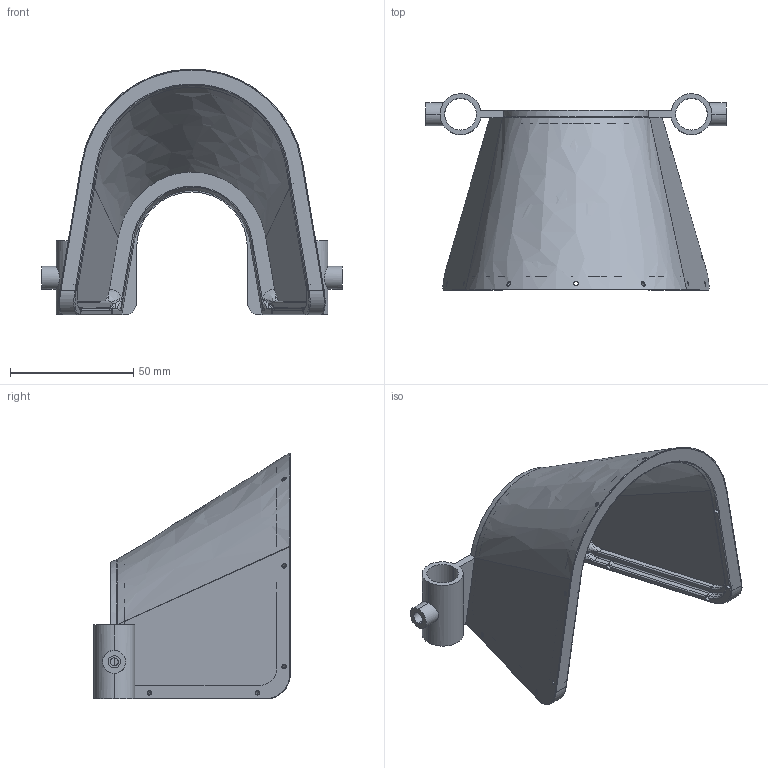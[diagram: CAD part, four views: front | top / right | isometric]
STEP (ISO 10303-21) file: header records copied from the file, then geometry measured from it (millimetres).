
FILE_DESCRIPTION (( 'STEP AP214' ), '1' );
FILE_NAME ('Tunnel V2.STEP', '2022-02-06T09:53:41', ( '' ), ( '' ), 'SwSTEP 2.0', 'SolidWorks 2021', '' );
FILE_SCHEMA (( 'AUTOMOTIVE_DESIGN' ));
Length unit declared in the file: millimetre
Products named in the file (1): Tunnel V2
Bounding box: 122.1 x 79.88 x 99.99 mm (x, y, z)
Volume: 25783.1 mm3; surface area: 49565.8 mm2
Topology: 2 solids, 4 shells, 203 faces, 565 edges, 354 vertices
Faces by surface type: cylinder 84, bspline 64, plane 51, cone 4
Entity records: 12125 total; most frequent: CARTESIAN_POINT 7527, ORIENTED_EDGE 1122, DIRECTION 692, EDGE_CURVE 561, VERTEX_POINT 354, AXIS2_PLACEMENT_3D 261, EDGE_LOOP 249, B_SPLINE_CURVE_WITH_KNOTS 245
